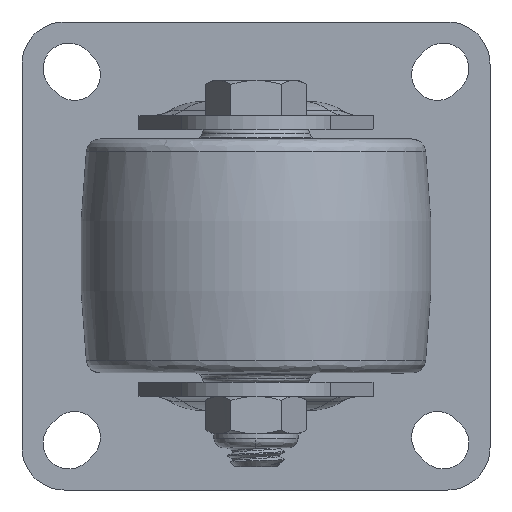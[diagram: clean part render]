
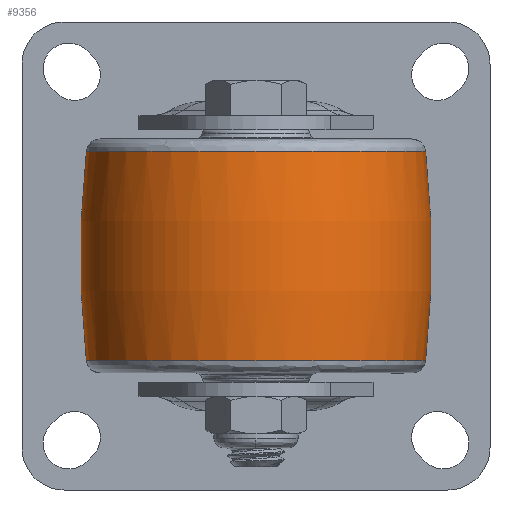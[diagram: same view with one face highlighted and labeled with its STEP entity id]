
A CAD part, front view. The second image highlights one B-rep face of the part: STEP entity #9356.
In plain terms, the highlighted toroidal (fillet/blend) face has major radius 162.5 mm and minor radius 200 mm.
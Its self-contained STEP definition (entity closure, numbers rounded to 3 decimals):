
#185 = CARTESIAN_POINT ( 'NONE',  ( -162.5, -64., 0. ) ) ;
#292 = EDGE_CURVE ( 'NONE', #16862, #3577, #10913, .T. ) ;
#1011 = CARTESIAN_POINT ( 'NONE',  ( -36.249, -64., -22.335 ) ) ;
#1464 = CIRCLE ( 'NONE', #21858, 36.249 ) ;
#2835 = EDGE_CURVE ( 'NONE', #3577, #25124, #12814, .T. ) ;
#3197 = CARTESIAN_POINT ( 'NONE',  ( 0., -64., 0. ) ) ;
#3469 = AXIS2_PLACEMENT_3D ( 'NONE', #185, #4073, #12176 ) ;
#3577 = VERTEX_POINT ( 'NONE', #26212 ) ;
#4073 = DIRECTION ( 'NONE',  ( 0., 1., 0. ) ) ;
#4479 = ORIENTED_EDGE ( 'NONE', *, *, #2835, .T. ) ;
#5394 = DIRECTION ( 'NONE',  ( 0., 0., -1. ) ) ;
#5816 = ORIENTED_EDGE ( 'NONE', *, *, #292, .T. ) ;
#7284 = AXIS2_PLACEMENT_3D ( 'NONE', #8124, #7860, #12382 ) ;
#7860 = DIRECTION ( 'NONE',  ( 0., -1., 0. ) ) ;
#7878 = VERTEX_POINT ( 'NONE', #17964 ) ;
#8124 = CARTESIAN_POINT ( 'NONE',  ( 162.5, -64., 0. ) ) ;
#8568 = CIRCLE ( 'NONE', #3469, 200. ) ;
#9069 = FACE_OUTER_BOUND ( 'NONE', #18437, .T. ) ;
#9089 = ORIENTED_EDGE ( 'NONE', *, *, #19742, .F. ) ;
#9155 = AXIS2_PLACEMENT_3D ( 'NONE', #3197, #9179, #17308 ) ;
#9179 = DIRECTION ( 'NONE',  ( 0., 0., -1. ) ) ;
#9356 = ADVANCED_FACE ( 'NONE', ( #9069 ), #22354, .T. ) ;
#10913 = CIRCLE ( 'NONE', #18973, 36.249 ) ;
#12176 = DIRECTION ( 'NONE',  ( 0., 0., 1. ) ) ;
#12382 = DIRECTION ( 'NONE',  ( 0., 0., -1. ) ) ;
#12814 = CIRCLE ( 'NONE', #7284, 200. ) ;
#13231 = DIRECTION ( 'NONE',  ( -0.998, -0.063, 0. ) ) ;
#13615 = DIRECTION ( 'NONE',  ( 0., 0., 1. ) ) ;
#13618 = DIRECTION ( 'NONE',  ( -0.998, -0.063, 0. ) ) ;
#16065 = CARTESIAN_POINT ( 'NONE',  ( 36.249, -64., 22.335 ) ) ;
#16862 = VERTEX_POINT ( 'NONE', #16065 ) ;
#17308 = DIRECTION ( 'NONE',  ( -1., 0., 0. ) ) ;
#17964 = CARTESIAN_POINT ( 'NONE',  ( 36.249, -64., -22.335 ) ) ;
#18437 = EDGE_LOOP ( 'NONE', ( #9089, #5816, #4479, #22185 ) ) ;
#18973 = AXIS2_PLACEMENT_3D ( 'NONE', #25978, #5394, #13618 ) ;
#19742 = EDGE_CURVE ( 'NONE', #16862, #7878, #8568, .T. ) ;
#21858 = AXIS2_PLACEMENT_3D ( 'NONE', #23468, #13615, #13231 ) ;
#22185 = ORIENTED_EDGE ( 'NONE', *, *, #23330, .T. ) ;
#22354 = TOROIDAL_SURFACE ( 'NONE', #9155, -162.5, 200. ) ;
#23330 = EDGE_CURVE ( 'NONE', #25124, #7878, #1464, .T. ) ;
#23468 = CARTESIAN_POINT ( 'NONE',  ( 0., -64., -22.335 ) ) ;
#25124 = VERTEX_POINT ( 'NONE', #1011 ) ;
#25978 = CARTESIAN_POINT ( 'NONE',  ( 0., -64., 22.335 ) ) ;
#26212 = CARTESIAN_POINT ( 'NONE',  ( -36.249, -64., 22.335 ) ) ;
